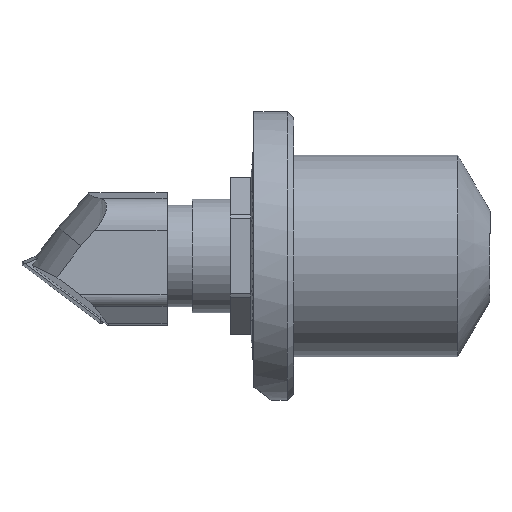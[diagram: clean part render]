
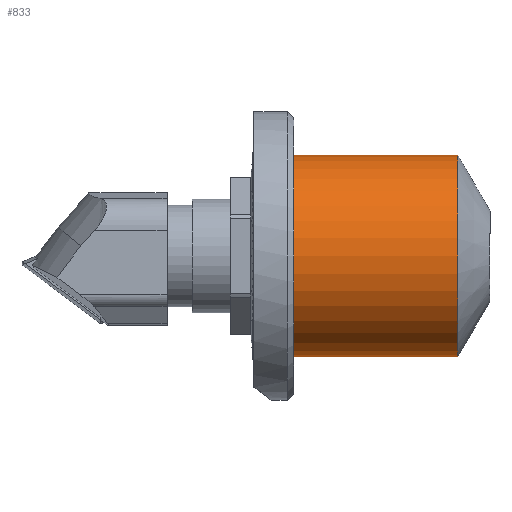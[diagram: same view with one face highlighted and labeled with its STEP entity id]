
A CAD part, front view. The second image highlights one B-rep face of the part: STEP entity #833.
In plain terms, the highlighted cylindrical face has radius 15.996 mm (diameter 31.992 mm), a full revolution.
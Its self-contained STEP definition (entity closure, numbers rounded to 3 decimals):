
#442=CYLINDRICAL_SURFACE('',#8856,15.996);
#496=FACE_BOUND('',#2116,.T.);
#497=FACE_BOUND('',#2117,.T.);
#539=CIRCLE('',#8788,15.996);
#568=CIRCLE('',#8855,15.996);
#833=ADVANCED_FACE('',(#496,#497),#442,.T.);
#2116=EDGE_LOOP('',(#4356));
#2117=EDGE_LOOP('',(#4357));
#4356=ORIENTED_EDGE('',*,*,#7428,.F.);
#4357=ORIENTED_EDGE('',*,*,#7568,.T.);
#6556=VERTEX_POINT('',#11888);
#6652=VERTEX_POINT('',#12162);
#7428=EDGE_CURVE('',#6556,#6556,#539,.T.);
#7568=EDGE_CURVE('',#6652,#6652,#568,.T.);
#8788=AXIS2_PLACEMENT_3D('',#11887,#9646,#9647);
#8855=AXIS2_PLACEMENT_3D('',#12161,#9891,#9892);
#8856=AXIS2_PLACEMENT_3D('',#12163,#9893,#9894);
#9646=DIRECTION('',(1.,0.,0.));
#9647=DIRECTION('',(0.,0.,1.));
#9891=DIRECTION('',(1.,0.,0.));
#9892=DIRECTION('',(0.,0.,-1.));
#9893=DIRECTION('',(1.,0.,0.));
#9894=DIRECTION('',(0.,0.,1.));
#11887=CARTESIAN_POINT('',(25.997,0.,0.));
#11888=CARTESIAN_POINT('',(25.997,0.,15.996));
#12161=CARTESIAN_POINT('',(0.,0.,0.));
#12162=CARTESIAN_POINT('',(0.,0.,-15.996));
#12163=CARTESIAN_POINT('',(87.976,0.,0.));
